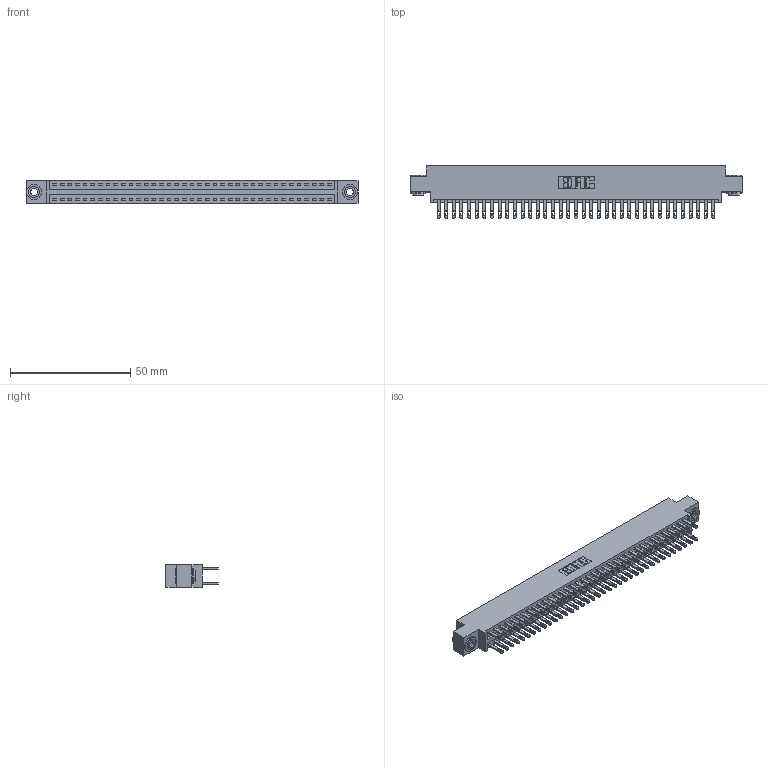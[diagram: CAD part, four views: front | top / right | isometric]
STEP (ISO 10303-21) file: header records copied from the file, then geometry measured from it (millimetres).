
FILE_DESCRIPTION (( 'STEP AP203' ), '1' );
FILE_NAME ('346-074-500-803.STEP', '2022-05-25T01:29:40', ( '' ), ( '' ), 'SwSTEP 2.0', 'SolidWorks 2020', '' );
FILE_SCHEMA (( 'CONFIG_CONTROL_DESIGN' ));
Length unit declared in the file: inch
Products named in the file (4): 346-074-500-803; 346 Part_0.170 Offset - 0.156 Dia-TH; 345-250-002_345-250-002-102; 345-292-001_345-293-100
Assembly tree (77 placements, depth 2):
  346-074-500-803
    346 Part_0.170 Offset - 0.156 Dia-TH
    345-292-001_345-293-100  x74
    345-250-002_345-250-002-102  x2
Bounding box: 138.05 x 21.84 x 9.4 mm (x, y, z)
Volume: 13495.5 mm3; surface area: 19674.7 mm2
Topology: 77 solids, 77 shells, 3730 faces, 11331 edges, 7550 vertices
Faces by surface type: plane 2250, cylinder 1472, cone 8
Entity records: 25948 total; most frequent: CARTESIAN_POINT 4265, ORIENTED_EDGE 4190, DIRECTION 3841, EDGE_CURVE 2095, LINE 1787, VECTOR 1787, VERTEX_POINT 1394, AXIS2_PLACEMENT_3D 1027
